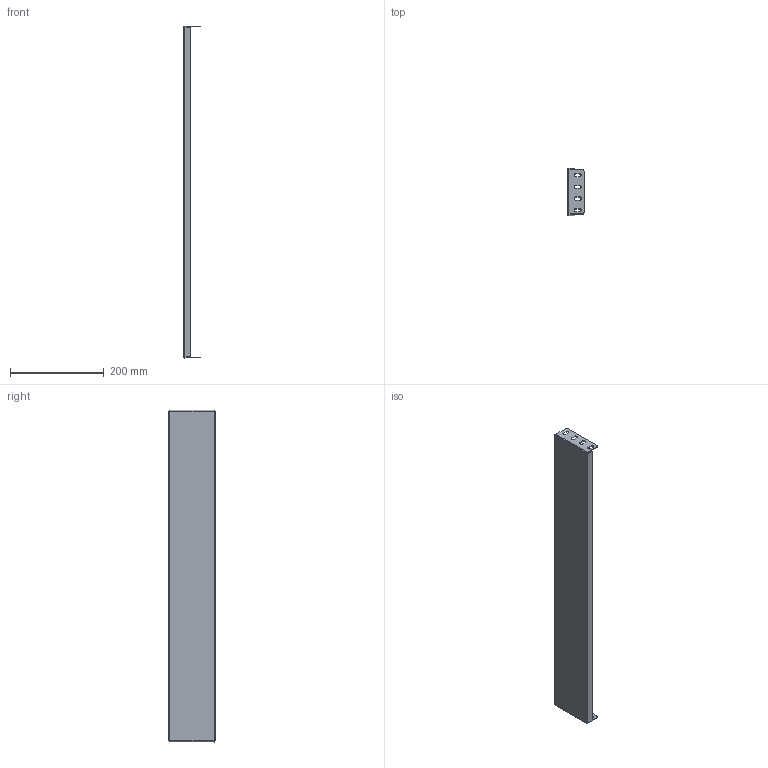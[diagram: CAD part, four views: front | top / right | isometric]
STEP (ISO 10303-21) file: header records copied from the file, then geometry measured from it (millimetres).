
FILE_DESCRIPTION (( 'STEP AP203' ), '1' );
FILE_NAME ('YKM40D-FO-VSS-010-080 ÀÃÈÅ 275.00.006-04 Ïàíåëü ðàçäåëèòåëüíàÿ áîêîâàÿ.STEP', '2020-12-10T12:04:30', ( '' ), ( '' ), 'SwSTEP 2.0', 'SolidWorks 2017', '' );
FILE_SCHEMA (( 'CONFIG_CONTROL_DESIGN' ));
Length unit declared in the file: millimetre
Products named in the file (1): YKM40D-FO-VSS-010-080  ÀÃÈÅ 275.00.006-04 Ïàíåëü ðàçäåëèòåëüíàÿ áîêîâàÿ
Bounding box: 35 x 99 x 707 mm (x, y, z)
Volume: 140673.1 mm3; surface area: 189610 mm2
Topology: 1 solids, 1 shells, 90 faces, 248 edges, 160 vertices
Faces by surface type: plane 62, cylinder 28
Entity records: 2949 total; most frequent: CARTESIAN_POINT 499, ORIENTED_EDGE 496, DIRECTION 486, EDGE_CURVE 248, VECTOR 192, LINE 192, VERTEX_POINT 160, AXIS2_PLACEMENT_3D 147
